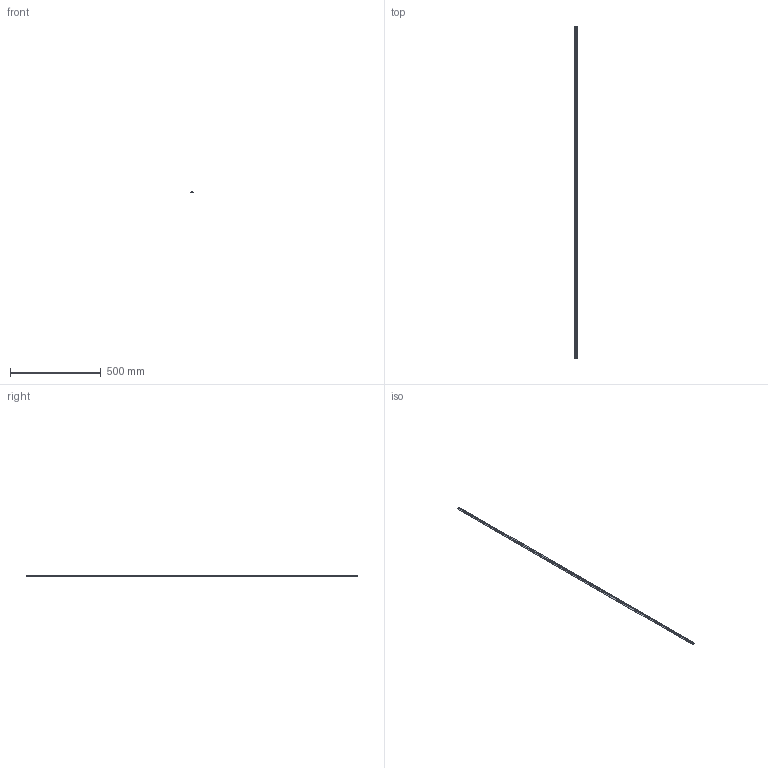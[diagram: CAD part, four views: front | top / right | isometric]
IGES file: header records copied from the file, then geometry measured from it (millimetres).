
Start section: SolidWorks IGES file using analytic representation for surfaces
Global section: file name: B-20257-C1.IGS; native system: SolidWorks 2018; preprocessor: SolidWorks 2018; author: 1337yo; date: 210617.133838; units: millimetre
Bounding box: 19 x 1829 x 3.6 mm (x, y, z)
Surface area: 104144.7 mm2 (no closed solid volume)
Topology: 0 solids, 0 shells, 750 faces, 19530 edges, 19530 vertices
Faces by surface type: bspline 379, revolution 371
